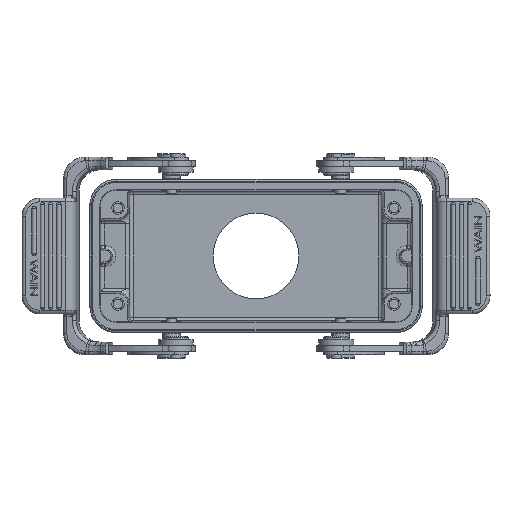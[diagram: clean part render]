
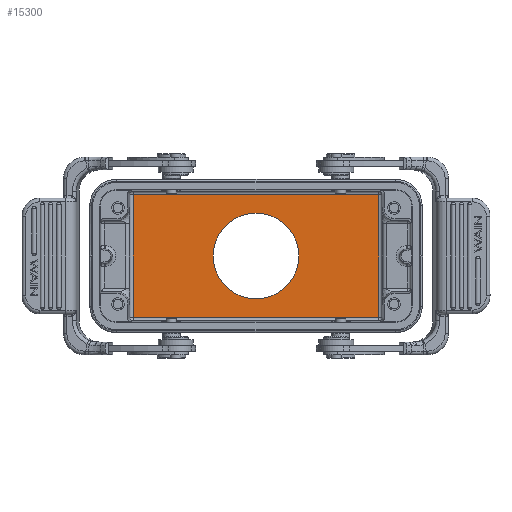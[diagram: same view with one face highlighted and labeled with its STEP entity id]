
A CAD part, front view. The second image highlights one B-rep face of the part: STEP entity #15300.
In plain terms, the highlighted planar face has unit normal (0, -1, 0).
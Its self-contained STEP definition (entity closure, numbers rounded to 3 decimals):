
#11679=LINE('',#53161,#13871);
#11680=LINE('',#53169,#13872);
#11681=LINE('',#53175,#13873);
#11684=LINE('',#53185,#13876);
#13871=VECTOR('',#40096,1.);
#13872=VECTOR('',#40107,1.);
#13873=VECTOR('',#40116,1.);
#13876=VECTOR('',#40131,1.);
#15300=ADVANCED_FACE('',(#16544,#16545),#16106,.F.);
#16106=PLANE('',#33749);
#16544=FACE_BOUND('',#18177,.T.);
#16545=FACE_BOUND('',#18178,.T.);
#18177=EDGE_LOOP('',(#24786));
#18178=EDGE_LOOP('',(#24787,#24788,#24789,#24790));
#24786=ORIENTED_EDGE('',*,*,#30737,.F.);
#24787=ORIENTED_EDGE('',*,*,#30731,.T.);
#24788=ORIENTED_EDGE('',*,*,#30728,.T.);
#24789=ORIENTED_EDGE('',*,*,#30724,.T.);
#24790=ORIENTED_EDGE('',*,*,#30736,.T.);
#27310=VERTEX_POINT('',#52575);
#27347=VERTEX_POINT('',#53162);
#27348=VERTEX_POINT('',#53168);
#27349=VERTEX_POINT('',#53174);
#27351=VERTEX_POINT('',#53188);
#30724=EDGE_CURVE('',#27347,#27310,#11679,.T.);
#30728=EDGE_CURVE('',#27348,#27347,#11680,.T.);
#30731=EDGE_CURVE('',#27349,#27348,#11681,.T.);
#30736=EDGE_CURVE('',#27310,#27349,#11684,.T.);
#30737=EDGE_CURVE('',#27351,#27351,#31645,.T.);
#31645=CIRCLE('',#33748,12.);
#33748=AXIS2_PLACEMENT_3D('',#53187,#40134,#40135);
#33749=AXIS2_PLACEMENT_3D('',#53189,#40136,#40137);
#40096=DIRECTION('',(0.,0.,1.));
#40107=DIRECTION('',(1.,0.,0.));
#40116=DIRECTION('',(0.,0.,-1.));
#40131=DIRECTION('',(-1.,0.,0.));
#40134=DIRECTION('',(0.,-1.,0.));
#40135=DIRECTION('',(0.,0.,1.));
#40136=DIRECTION('',(0.,1.,0.));
#40137=DIRECTION('',(1.,0.,0.));
#52575=CARTESIAN_POINT('',(34.445,43.,17.222));
#53161=CARTESIAN_POINT('',(34.445,43.,-17.222));
#53162=CARTESIAN_POINT('',(34.445,43.,-17.222));
#53168=CARTESIAN_POINT('',(-34.445,43.,-17.222));
#53169=CARTESIAN_POINT('',(-34.445,43.,-17.222));
#53174=CARTESIAN_POINT('',(-34.445,43.,17.222));
#53175=CARTESIAN_POINT('',(-34.445,43.,17.222));
#53185=CARTESIAN_POINT('',(34.445,43.,17.222));
#53187=CARTESIAN_POINT('',(0.,43.,0.));
#53188=CARTESIAN_POINT('',(0.,43.,12.));
#53189=CARTESIAN_POINT('',(45.5,43.,-21.5));
